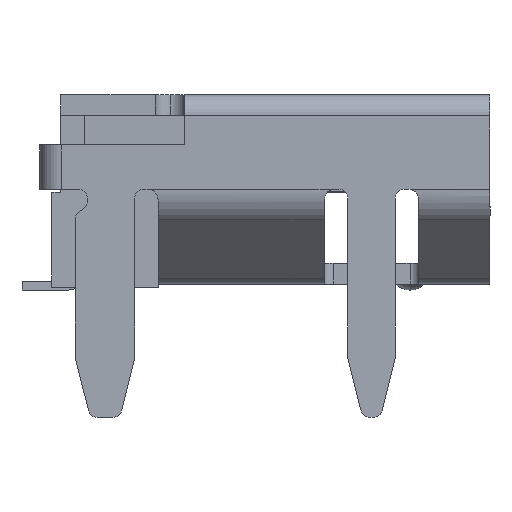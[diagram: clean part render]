
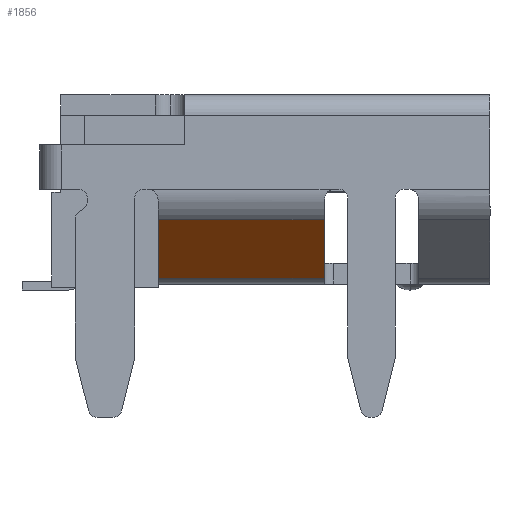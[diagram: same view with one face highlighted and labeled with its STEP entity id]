
A CAD part, front view. The second image highlights one B-rep face of the part: STEP entity #1856.
In plain terms, the highlighted planar face has unit normal (0, -0.681, -0.733).
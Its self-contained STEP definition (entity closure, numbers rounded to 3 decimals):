
#1856=ADVANCED_FACE('',(#4118),#4119,.F.);
#4118=FACE_OUTER_BOUND('',#7109,.T.);
#4119=PLANE('',#7110);
#7109=EDGE_LOOP('',(#13158,#13159,#13160,#13161));
#7110=AXIS2_PLACEMENT_3D('',#13162,#13163,#13164);
#13158=ORIENTED_EDGE('',*,*,#18635,.F.);
#13159=ORIENTED_EDGE('',*,*,#18629,.T.);
#13160=ORIENTED_EDGE('',*,*,#18636,.F.);
#13161=ORIENTED_EDGE('',*,*,#18637,.F.);
#13162=CARTESIAN_POINT('',(-0.75,-4.31,-1.304));
#13163=DIRECTION('',(0.,0.681,0.733));
#13164=DIRECTION('',(1.0,0.,0.));
#18629=EDGE_CURVE('',#23012,#23010,#23013,.T.);
#18635=EDGE_CURVE('',#23012,#23019,#23020,.T.);
#18636=EDGE_CURVE('',#23021,#23010,#23022,.T.);
#18637=EDGE_CURVE('',#23019,#23021,#23023,.T.);
#23010=VERTEX_POINT('',#29550);
#23012=VERTEX_POINT('',#29552);
#23013=LINE('',#29553,#29554);
#23019=VERTEX_POINT('',#29560);
#23020=LINE('',#29561,#29562);
#23021=VERTEX_POINT('',#29563);
#23022=LINE('',#29564,#29565);
#23023=LINE('',#29566,#29567);
#29550=CARTESIAN_POINT('',(3.7,-4.31,-1.304));
#29552=CARTESIAN_POINT('',(0.9,-4.31,-1.304));
#29553=CARTESIAN_POINT('',(-0.75,-4.31,-1.304));
#29554=VECTOR('',#34215,1000.0);
#29560=CARTESIAN_POINT('',(0.9,-5.376,-0.313));
#29561=CARTESIAN_POINT('',(0.9,-4.31,-1.304));
#29562=VECTOR('',#34225,1000.0);
#29563=CARTESIAN_POINT('',(3.7,-5.376,-0.313));
#29564=CARTESIAN_POINT('',(3.7,-4.31,-1.304));
#29565=VECTOR('',#34226,1000.0);
#29566=CARTESIAN_POINT('',(-0.75,-5.376,-0.313));
#29567=VECTOR('',#34227,1000.0);
#34215=DIRECTION('',(1.0,0.,0.));
#34225=DIRECTION('',(0.,-0.733,0.681));
#34226=DIRECTION('',(0.,0.733,-0.681));
#34227=DIRECTION('',(1.0,0.,0.));
